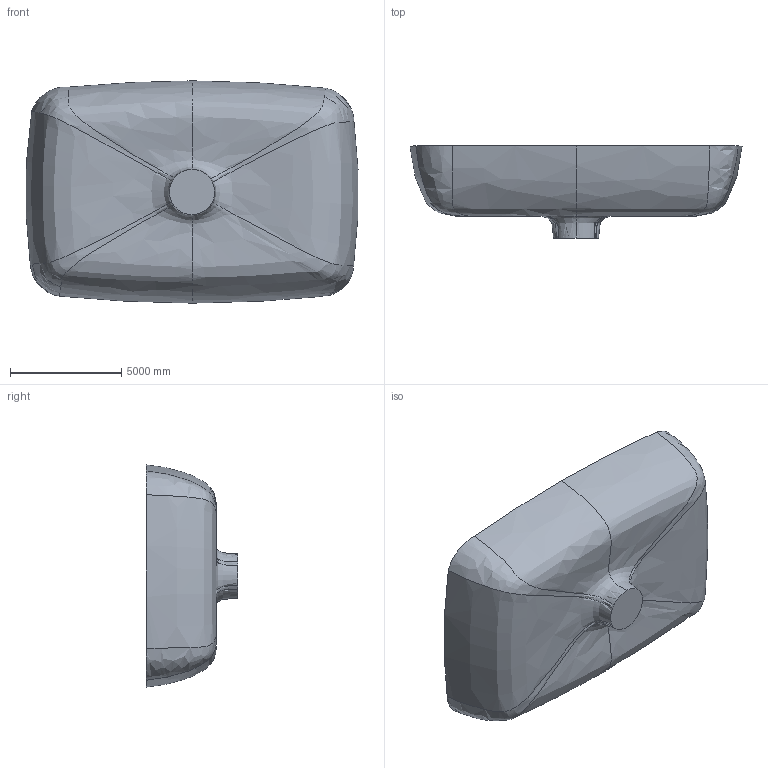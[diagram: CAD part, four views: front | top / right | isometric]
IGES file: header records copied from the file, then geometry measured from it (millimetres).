
Global section: file name: lNT640s; native system: AutoCAD 2016 - English; preprocessor: Autodesk Translation Framework DWG producer (atf_dwg_producer); organization: unknown; date: 20170221.153432; units: inch
Bounding box: 14948.69 x 4140.2 x 10008.48 mm (x, y, z)
Volume: 113838420230.3 mm3; surface area: 439511092 mm2
Topology: 1 solids, 1 shells, 25 faces, 89 edges, 68 vertices
Faces by surface type: bspline 25
